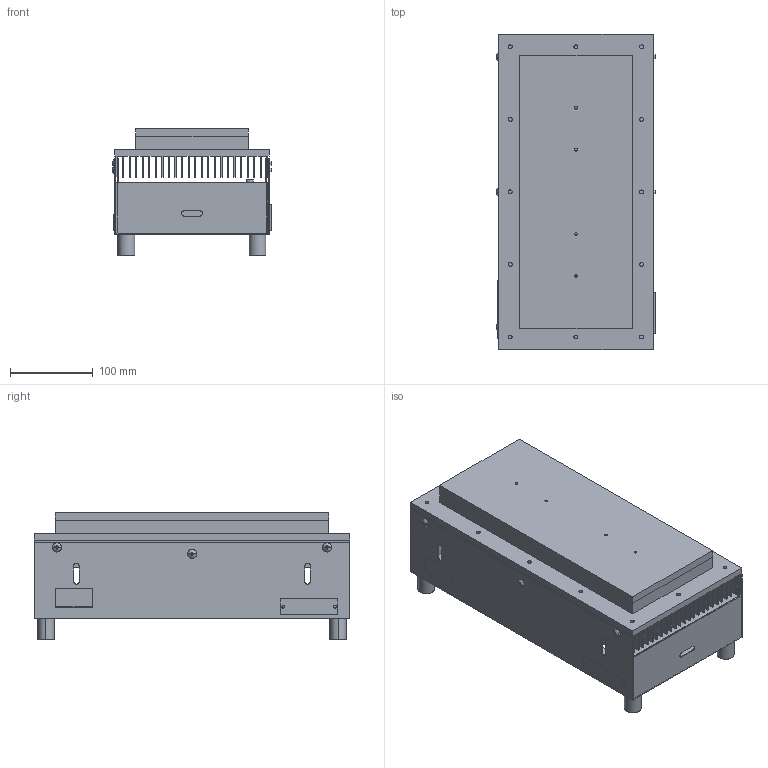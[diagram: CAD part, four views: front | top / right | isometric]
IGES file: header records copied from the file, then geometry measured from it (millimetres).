
Start section: SolidWorks IGES file using analytic representation for surfaces
Global section: file name: ahp-1200cp.IGS; native system: SolidWorks 2016; preprocessor: SolidWorks 2016; author: Afshin; date: 160525.145857; units: inch
Bounding box: 192.71 x 381.01 x 153.42 mm (x, y, z)
Surface area: 1214241.3 mm2 (no closed solid volume)
Topology: 0 solids, 0 shells, 565 faces, 11058 edges, 11052 vertices
Faces by surface type: bspline 354, revolution 211
